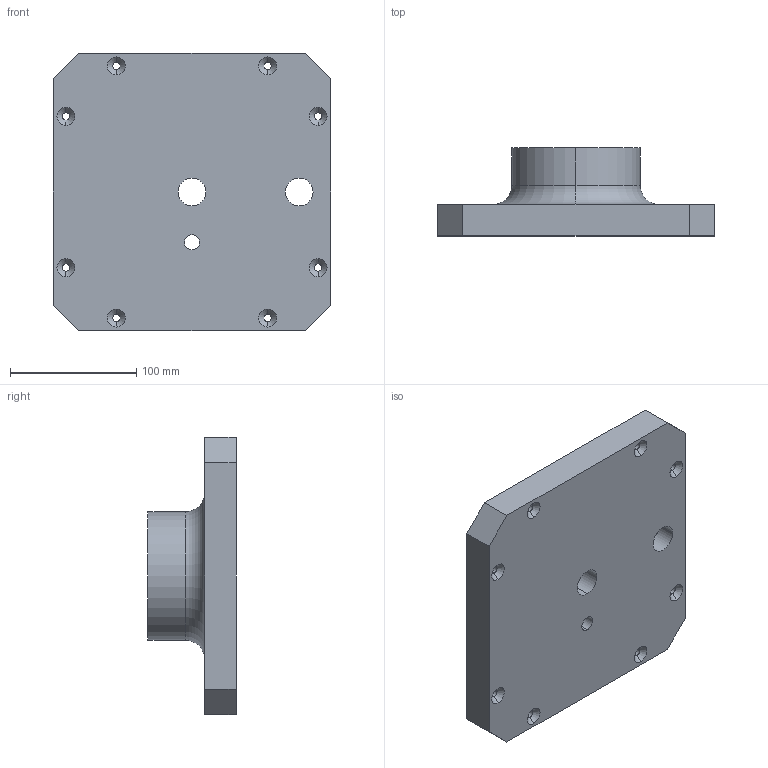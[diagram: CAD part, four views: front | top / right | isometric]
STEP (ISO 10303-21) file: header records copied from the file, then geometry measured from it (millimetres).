
FILE_DESCRIPTION((''),'2;1');
FILE_NAME('SOCLE_P2','2025-02-28T11:28:47',('boure'),(''),'CREO PARAMETRIC BY PTC INC, 2024063','CREO PARAMETRIC BY PTC INC, 2024063','');
FILE_SCHEMA(('CONFIG_CONTROL_DESIGN'));
Length unit declared in the file: millimetre
Products named in the file (1): SOCLE_P2
Bounding box: 220 x 70 x 220 mm (x, y, z)
Volume: 1516848 mm3; surface area: 139482.3 mm2
Topology: 1 solids, 1 shells, 56 faces, 138 edges, 86 vertices
Faces by surface type: cylinder 26, cone 16, plane 12, torus 2
Entity records: 1752 total; most frequent: DIRECTION 322, CARTESIAN_POINT 280, ORIENTED_EDGE 276, EDGE_CURVE 138, AXIS2_PLACEMENT_3D 128, VERTEX_POINT 86, EDGE_LOOP 80, CIRCLE 72
